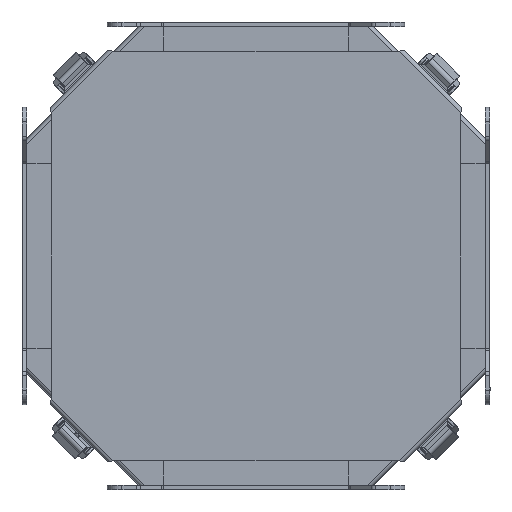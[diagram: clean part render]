
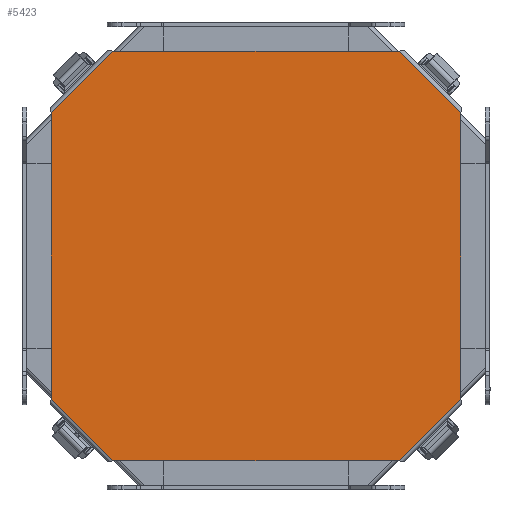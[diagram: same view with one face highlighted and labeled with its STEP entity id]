
A CAD part, front view. The second image highlights one B-rep face of the part: STEP entity #5423.
In plain terms, the highlighted planar face has unit normal (0, -1, 0).
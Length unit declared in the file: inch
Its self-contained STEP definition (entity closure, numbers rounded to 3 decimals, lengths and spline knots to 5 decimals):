
#603 = LINE ( 'NONE', #13355, #656 ) ;
#656 = VECTOR ( 'NONE', #25633, 39.37008 ) ;
#829 = EDGE_CURVE ( 'NONE', #7259, #7588, #22717, .T. ) ;
#1085 = LINE ( 'NONE', #9998, #3545 ) ;
#1158 = CARTESIAN_POINT ( 'NONE',  ( -3.66776, -3.222, 5.248 ) ) ;
#2424 = ORIENTED_EDGE ( 'NONE', *, *, #23041, .T. ) ;
#2623 = EDGE_CURVE ( 'NONE', #4941, #5570, #24942, .T. ) ;
#2966 = VERTEX_POINT ( 'NONE', #10187 ) ;
#2975 = FACE_OUTER_BOUND ( 'NONE', #12005, .T. ) ;
#3242 = AXIS2_PLACEMENT_3D ( 'NONE', #13232, #15236, #25644 ) ;
#3545 = VECTOR ( 'NONE', #7872, 39.37008 ) ;
#3987 = ORIENTED_EDGE ( 'NONE', *, *, #829, .T. ) ;
#4902 = EDGE_CURVE ( 'NONE', #23024, #24934, #603, .T. ) ;
#4941 = VERTEX_POINT ( 'NONE', #9132 ) ;
#5086 = CARTESIAN_POINT ( 'NONE',  ( -5.248, -3.222, -5.248 ) ) ;
#5408 = DIRECTION ( 'NONE',  ( -1., 0., 0. ) ) ;
#5423 = ADVANCED_FACE ( 'NONE', ( #2975 ), #11099, .T. ) ;
#5570 = VERTEX_POINT ( 'NONE', #13157 ) ;
#5758 = VECTOR ( 'NONE', #6667, 39.37008 ) ;
#6207 = EDGE_CURVE ( 'NONE', #2966, #23024, #15403, .T. ) ;
#6578 = DIRECTION ( 'NONE',  ( 0., 0., 1. ) ) ;
#6667 = DIRECTION ( 'NONE',  ( 1., 0., 0. ) ) ;
#7259 = VERTEX_POINT ( 'NONE', #13110 ) ;
#7400 = VECTOR ( 'NONE', #15084, 39.37008 ) ;
#7588 = VERTEX_POINT ( 'NONE', #21735 ) ;
#7872 = DIRECTION ( 'NONE',  ( 0.707, 0., -0.707 ) ) ;
#9132 = CARTESIAN_POINT ( 'NONE',  ( -3.66776, -3.222, -5.248 ) ) ;
#9692 = LINE ( 'NONE', #5086, #7400 ) ;
#9998 = CARTESIAN_POINT ( 'NONE',  ( -5.248, -3.222, -3.66776 ) ) ;
#10033 = ORIENTED_EDGE ( 'NONE', *, *, #22682, .T. ) ;
#10061 = VERTEX_POINT ( 'NONE', #18968 ) ;
#10187 = CARTESIAN_POINT ( 'NONE',  ( 3.66776, -3.222, 5.248 ) ) ;
#10224 = EDGE_CURVE ( 'NONE', #10061, #4941, #1085, .T. ) ;
#10430 = CARTESIAN_POINT ( 'NONE',  ( 5.248, -3.222, -5.248 ) ) ;
#10817 = VECTOR ( 'NONE', #6578, 39.37008 ) ;
#11099 = PLANE ( 'NONE',  #3242 ) ;
#11266 = CARTESIAN_POINT ( 'NONE',  ( -5.248, -3.222, 5.248 ) ) ;
#11440 = CARTESIAN_POINT ( 'NONE',  ( 5.248, -3.222, 3.66776 ) ) ;
#12005 = EDGE_LOOP ( 'NONE', ( #16620, #2424, #3987, #22217, #21015, #17665, #10033, #21830 ) ) ;
#12748 = VECTOR ( 'NONE', #23994, 39.37008 ) ;
#13110 = CARTESIAN_POINT ( 'NONE',  ( 5.248, -3.222, -3.66776 ) ) ;
#13157 = CARTESIAN_POINT ( 'NONE',  ( 3.66776, -3.222, -5.248 ) ) ;
#13232 = CARTESIAN_POINT ( 'NONE',  ( -5.248, -3.222, -5.248 ) ) ;
#13355 = CARTESIAN_POINT ( 'NONE',  ( -3.66776, -3.222, 5.248 ) ) ;
#15084 = DIRECTION ( 'NONE',  ( 0., 0., -1. ) ) ;
#15236 = DIRECTION ( 'NONE',  ( 0., -1., 0. ) ) ;
#15403 = LINE ( 'NONE', #11266, #17322 ) ;
#16620 = ORIENTED_EDGE ( 'NONE', *, *, #2623, .T. ) ;
#16790 = EDGE_CURVE ( 'NONE', #7588, #2966, #21985, .T. ) ;
#17322 = VECTOR ( 'NONE', #5408, 39.37008 ) ;
#17665 = ORIENTED_EDGE ( 'NONE', *, *, #4902, .T. ) ;
#18483 = LINE ( 'NONE', #26344, #23634 ) ;
#18968 = CARTESIAN_POINT ( 'NONE',  ( -5.248, -3.222, -3.66776 ) ) ;
#20605 = DIRECTION ( 'NONE',  ( 0.707, 0., 0.707 ) ) ;
#21015 = ORIENTED_EDGE ( 'NONE', *, *, #6207, .T. ) ;
#21735 = CARTESIAN_POINT ( 'NONE',  ( 5.248, -3.222, 3.66776 ) ) ;
#21744 = CARTESIAN_POINT ( 'NONE',  ( -5.248, -3.222, 3.66776 ) ) ;
#21830 = ORIENTED_EDGE ( 'NONE', *, *, #10224, .T. ) ;
#21985 = LINE ( 'NONE', #11440, #12748 ) ;
#22217 = ORIENTED_EDGE ( 'NONE', *, *, #16790, .T. ) ;
#22536 = CARTESIAN_POINT ( 'NONE',  ( -5.248, -3.222, -5.248 ) ) ;
#22682 = EDGE_CURVE ( 'NONE', #24934, #10061, #9692, .T. ) ;
#22717 = LINE ( 'NONE', #10430, #10817 ) ;
#23024 = VERTEX_POINT ( 'NONE', #1158 ) ;
#23041 = EDGE_CURVE ( 'NONE', #5570, #7259, #18483, .T. ) ;
#23634 = VECTOR ( 'NONE', #20605, 39.37008 ) ;
#23994 = DIRECTION ( 'NONE',  ( -0.707, 0., 0.707 ) ) ;
#24934 = VERTEX_POINT ( 'NONE', #21744 ) ;
#24942 = LINE ( 'NONE', #22536, #5758 ) ;
#25633 = DIRECTION ( 'NONE',  ( -0.707, 0., -0.707 ) ) ;
#25644 = DIRECTION ( 'NONE',  ( 1., 0., 0. ) ) ;
#26344 = CARTESIAN_POINT ( 'NONE',  ( 3.66776, -3.222, -5.248 ) ) ;
